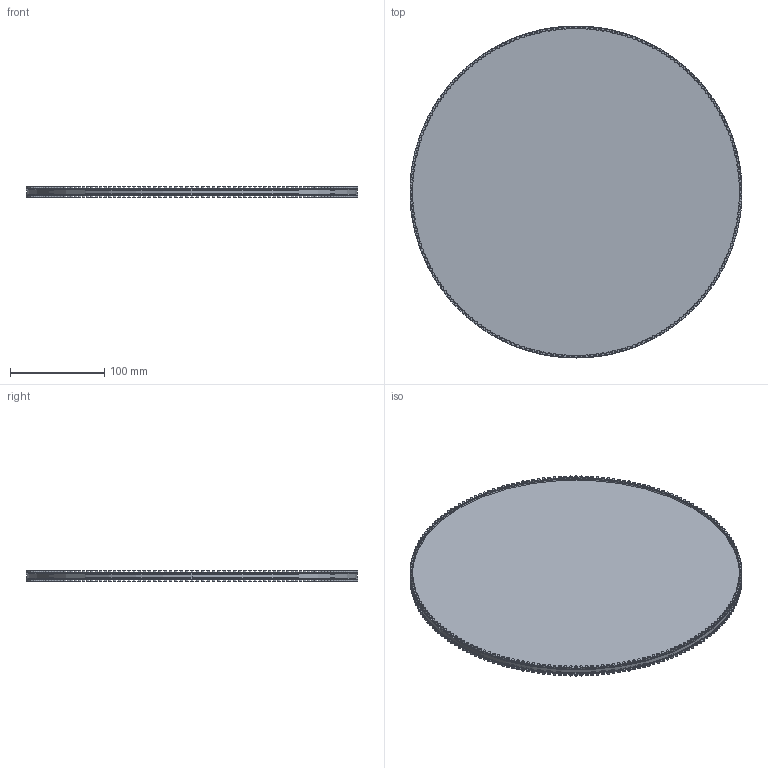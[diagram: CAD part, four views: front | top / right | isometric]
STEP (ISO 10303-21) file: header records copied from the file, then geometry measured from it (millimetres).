
FILE_DESCRIPTION(/* description */ ('VariCAD 2022-2.08 AP-214'),/* implementation_level */ '2;1');
FILE_NAME(/* name */ 'hfa_rotor_p192.stp',/* time_stamp */ '2025-10-30T20:51:43+01:00',/* author */ (''),/* organization */ (''),/* preprocessor_version */ 'VariCAD 2022-2.08',/* originating_system */ 'VariCAD 2022-2.08; kernel version (20180118)',/* authorisation */ '');
FILE_SCHEMA(('AUTOMOTIVE_DESIGN'));
Length unit declared in the file: millimetre
Products named in the file (2): hfa_rotor_p192
Assembly tree (1 placements, depth 2):
  hfa_rotor_p192
    (unnamed)
Bounding box: 352.6 x 352.6 x 11 mm (x, y, z)
Volume: 301655.3 mm3; surface area: 218422.6 mm2
Topology: 1 solids, 1 shells, 1674 faces, 3990 edges, 2320 vertices
Faces by surface type: plane 896, cylinder 778
Entity records: 47320 total; most frequent: DIRECTION 10078, CARTESIAN_POINT 7748, ORIENTED_EDGE 7740, AXIS2_PLACEMENT_3D 4650, EDGE_CURVE 3870, CIRCLE 3092, VERTEX_POINT 2320, EDGE_LOOP 1556
